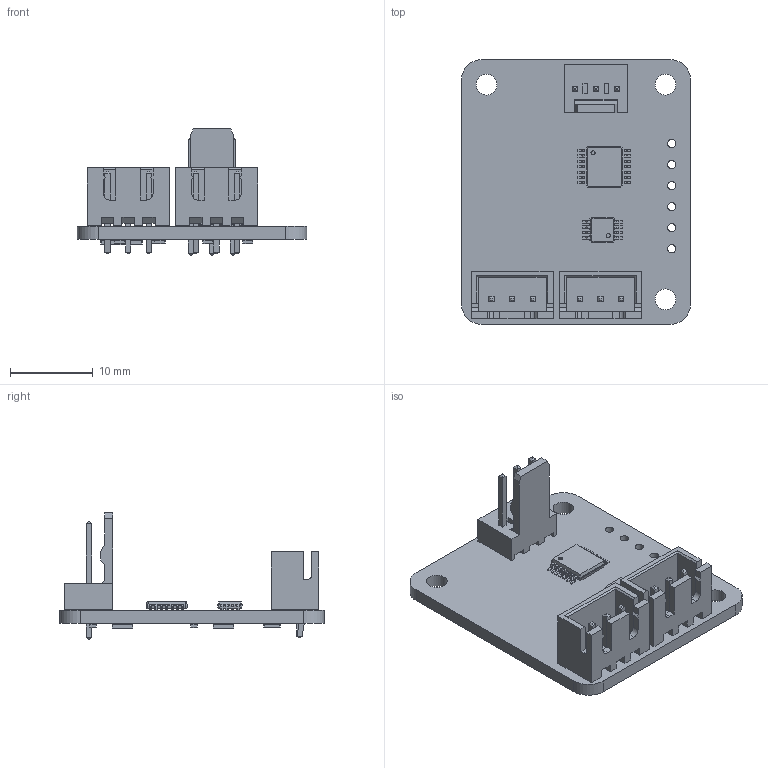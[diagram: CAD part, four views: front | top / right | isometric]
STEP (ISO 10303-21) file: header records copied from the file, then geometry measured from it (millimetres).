
FILE_DESCRIPTION(('KiCad electronic assembly'),'2;1');
FILE_NAME('galvo-schematic.step','2019-03-23T00:25:20',('An Author'),( 'A Company'),'Open CASCADE STEP processor 6.9', 'KiCad to STEP converter','Unknown');
FILE_SCHEMA(('AUTOMOTIVE_DESIGN { 1 0 10303 214 1 1 1 1 }'));
Length unit declared in the file: millimetre
Products named in the file (17): Open CASCADE STEP translator 6.9 1; R_0603_1608Metric; SOLID; Molex_KK-254_AE-6410-03A_1x03_P2.54mm_Vertical; JST_XH_B03B-XH-A_1x03_P2.50mm_Vertical; AB2_POT_TRIM; R_2010_5025Metric; R_0805_2012Metric; MSOP-8_3x3mm_P0.65mm; TSSOP-14_4.4x5mm_P0.65mm; COMPOUND
Assembly tree (25 placements, depth 3):
  Open CASCADE STEP translator 6.9 1
    R_0603_1608Metric  x2
      SOLID
    Molex_KK-254_AE-6410-03A_1x03_P2.54mm_Vertical
      SOLID
    JST_XH_B03B-XH-A_1x03_P2.50mm_Vertical  x2
      SOLID
    AB2_POT_TRIM  x4
    R_2010_5025Metric  x2
      SOLID
    R_0805_2012Metric  x4
      SOLID
    MSOP-8_3x3mm_P0.65mm
      SOLID
    TSSOP-14_4.4x5mm_P0.65mm
      SOLID
    COMPOUND
Bounding box: 27.69 x 32 x 15.26 mm (x, y, z)
Volume: 1997.8 mm3; surface area: 3664.7 mm2
Topology: 14 solids, 14 shells, 963 faces, 2517 edges, 1602 vertices
Faces by surface type: plane 708, cylinder 185, bspline 70
Full cylindrical faces by diameter (mm): 0.5 x2, 0.95 x6, 1.016 x6, 1.2 x3, 2.5 x3
Entity records: 51402 total; most frequent: CARTESIAN_POINT 8822, DIRECTION 6905, LINE 4830, VECTOR 4830, ORIENTED_EDGE 3736, PCURVE 3736, DEFINITIONAL_REPRESENTATION 3736, EDGE_CURVE 1868
